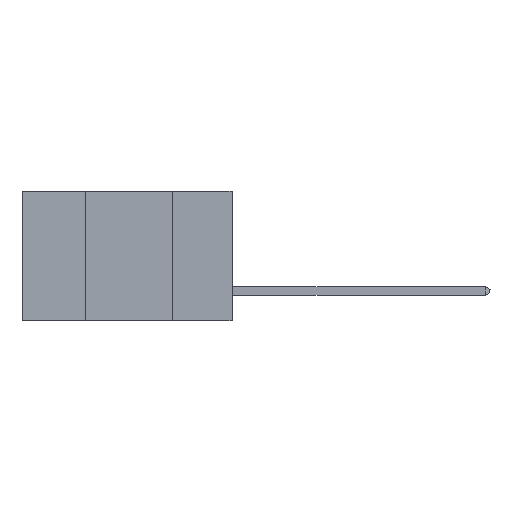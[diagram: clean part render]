
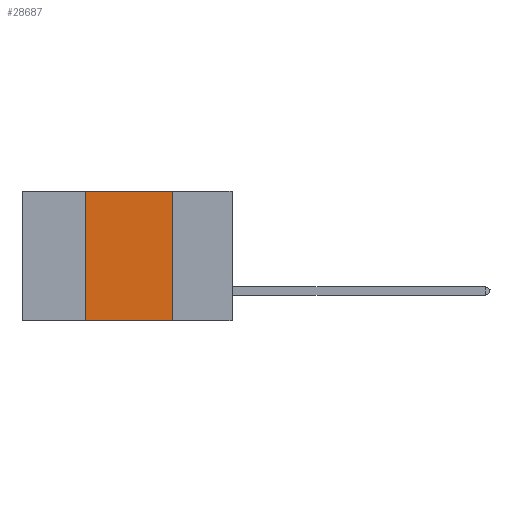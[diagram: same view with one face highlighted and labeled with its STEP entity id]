
A CAD part, left-side view. The second image highlights one B-rep face of the part: STEP entity #28687.
In plain terms, the highlighted planar face has unit normal (-1, 0, 0).
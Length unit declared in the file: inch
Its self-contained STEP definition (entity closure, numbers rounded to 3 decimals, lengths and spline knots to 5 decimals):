
#2906 = LINE ( 'NONE', #19859, #11421 ) ;
#3576 = LINE ( 'NONE', #19650, #13920 ) ;
#4903 = DIRECTION ( 'NONE',  ( 0., -1., 0. ) ) ;
#4927 = DIRECTION ( 'NONE',  ( 1., 0., 0. ) ) ;
#5105 = VERTEX_POINT ( 'NONE', #27018 ) ;
#5370 = CARTESIAN_POINT ( 'NONE',  ( 0., 0.17, 0. ) ) ;
#5647 = CARTESIAN_POINT ( 'NONE',  ( 0., 0.17, -0.37 ) ) ;
#9755 = PLANE ( 'NONE',  #19595 ) ;
#9835 = CARTESIAN_POINT ( 'NONE',  ( 0., 0.6, -0.37 ) ) ;
#10277 = VERTEX_POINT ( 'NONE', #5647 ) ;
#11421 = VECTOR ( 'NONE', #12827, 39.37008 ) ;
#12479 = DIRECTION ( 'NONE',  ( 0., 0., -1. ) ) ;
#12720 = EDGE_CURVE ( 'NONE', #24830, #25250, #3576, .T. ) ;
#12827 = DIRECTION ( 'NONE',  ( 0., -1., 0. ) ) ;
#13920 = VECTOR ( 'NONE', #17389, 39.37008 ) ;
#14266 = DIRECTION ( 'NONE',  ( 0., 0., -1. ) ) ;
#16214 = VECTOR ( 'NONE', #4903, 39.37008 ) ;
#16564 = CARTESIAN_POINT ( 'NONE',  ( 0., 0.42, 0. ) ) ;
#17375 = EDGE_CURVE ( 'NONE', #24830, #10277, #26457, .T. ) ;
#17389 = DIRECTION ( 'NONE',  ( 0., 0., 1. ) ) ;
#19595 = AXIS2_PLACEMENT_3D ( 'NONE', #26227, #4927, #14266 ) ;
#19650 = CARTESIAN_POINT ( 'NONE',  ( 0., 0.42, 0. ) ) ;
#19859 = CARTESIAN_POINT ( 'NONE',  ( 0., 0.6, 0. ) ) ;
#19947 = FACE_OUTER_BOUND ( 'NONE', #30104, .T. ) ;
#22236 = EDGE_CURVE ( 'NONE', #5105, #10277, #22626, .T. ) ;
#22626 = LINE ( 'NONE', #5370, #26647 ) ;
#24830 = VERTEX_POINT ( 'NONE', #27113 ) ;
#25250 = VERTEX_POINT ( 'NONE', #16564 ) ;
#26227 = CARTESIAN_POINT ( 'NONE',  ( 0., 0.6, 0. ) ) ;
#26457 = LINE ( 'NONE', #9835, #16214 ) ;
#26647 = VECTOR ( 'NONE', #12479, 39.37008 ) ;
#27018 = CARTESIAN_POINT ( 'NONE',  ( 0., 0.17, 0. ) ) ;
#27113 = CARTESIAN_POINT ( 'NONE',  ( 0., 0.42, -0.37 ) ) ;
#27498 = ORIENTED_EDGE ( 'NONE', *, *, #28266, .F. ) ;
#27828 = ORIENTED_EDGE ( 'NONE', *, *, #22236, .F. ) ;
#28266 = EDGE_CURVE ( 'NONE', #25250, #5105, #2906, .T. ) ;
#28673 = ORIENTED_EDGE ( 'NONE', *, *, #17375, .T. ) ;
#28687 = ADVANCED_FACE ( 'NONE', ( #19947 ), #9755, .F. ) ;
#30104 = EDGE_LOOP ( 'NONE', ( #27828, #27498, #30137, #28673 ) ) ;
#30137 = ORIENTED_EDGE ( 'NONE', *, *, #12720, .F. ) ;
